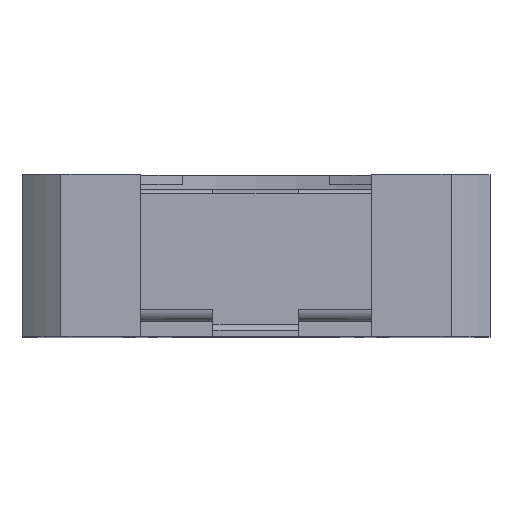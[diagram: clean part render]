
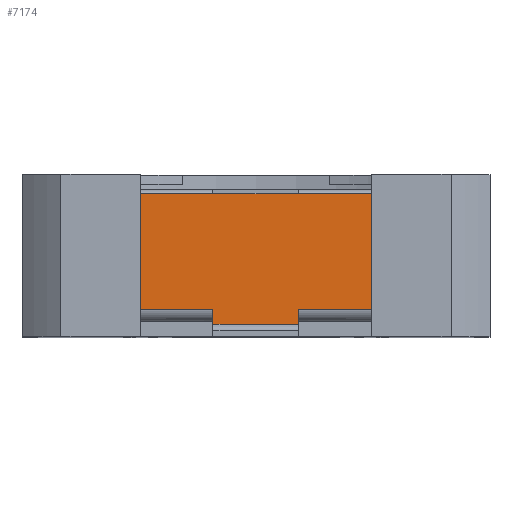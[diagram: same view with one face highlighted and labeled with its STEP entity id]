
A CAD part, top view. The second image highlights one B-rep face of the part: STEP entity #7174.
In plain terms, the highlighted planar face has unit normal (0, 0, 1).
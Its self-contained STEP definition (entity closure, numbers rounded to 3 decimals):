
#1749=EDGE_CURVE('',#3455,#3456,#3457,.T.);
#1751=EDGE_CURVE('',#3456,#3459,#3460,.T.);
#1753=EDGE_CURVE('',#3459,#3462,#3463,.T.);
#1755=EDGE_CURVE('',#3465,#3462,#3466,.T.);
#1757=EDGE_CURVE('',#3465,#3468,#3469,.T.);
#1759=EDGE_CURVE('',#3468,#3471,#3472,.T.);
#1761=EDGE_CURVE('',#3471,#3474,#3475,.T.);
#1763=EDGE_CURVE('',#3474,#3477,#3478,.T.);
#1765=EDGE_CURVE('',#3480,#3477,#3481,.T.);
#1767=EDGE_CURVE('',#3455,#3480,#3483,.T.);
#3455=VERTEX_POINT('',#6447);
#3456=VERTEX_POINT('',#6448);
#3457=LINE('',#6449,#6450);
#3459=VERTEX_POINT('',#6453);
#3460=LINE('',#6454,#6455);
#3462=VERTEX_POINT('',#6458);
#3463=LINE('',#6459,#6460);
#3465=VERTEX_POINT('',#6463);
#3466=LINE('',#6464,#6465);
#3468=VERTEX_POINT('',#6468);
#3469=LINE('',#6469,#6470);
#3471=VERTEX_POINT('',#6473);
#3472=LINE('',#6474,#6475);
#3474=VERTEX_POINT('',#6478);
#3475=LINE('',#6479,#6480);
#3477=VERTEX_POINT('',#6483);
#3478=LINE('',#6484,#6485);
#3480=VERTEX_POINT('',#6488);
#3481=LINE('',#6489,#6490);
#3483=LINE('',#6493,#6494);
#6447=CARTESIAN_POINT('',(5.5,0.9,11.7));
#6448=CARTESIAN_POINT('',(5.5,4.75,11.7));
#6449=CARTESIAN_POINT('',(5.5,0.9,11.7));
#6450=VECTOR('',#8359,3.85);
#6453=CARTESIAN_POINT('',(-5.5,4.75,11.7));
#6454=CARTESIAN_POINT('',(5.5,4.75,11.7));
#6455=VECTOR('',#8360,11.0);
#6458=CARTESIAN_POINT('',(-5.509,0.9,11.7));
#6459=CARTESIAN_POINT('',(-5.5,4.75,11.7));
#6460=VECTOR('',#8361,3.85);
#6463=CARTESIAN_POINT('',(-1.435,0.9,11.7));
#6464=CARTESIAN_POINT('',(-1.435,0.9,11.7));
#6465=VECTOR('',#8362,4.074);
#6468=CARTESIAN_POINT('',(-1.435,0.5,11.7));
#6469=CARTESIAN_POINT('',(-1.435,0.9,11.7));
#6470=VECTOR('',#8363,0.4);
#6473=CARTESIAN_POINT('',(-1.435,0.4,11.7));
#6474=CARTESIAN_POINT('',(-1.435,0.5,11.7));
#6475=VECTOR('',#8364,0.1);
#6478=CARTESIAN_POINT('',(1.425,0.4,11.7));
#6479=CARTESIAN_POINT('',(-1.435,0.4,11.7));
#6480=VECTOR('',#8365,2.86);
#6483=CARTESIAN_POINT('',(1.425,0.5,11.7));
#6484=CARTESIAN_POINT('',(1.425,0.4,11.7));
#6485=VECTOR('',#8366,0.1);
#6488=CARTESIAN_POINT('',(1.425,0.9,11.7));
#6489=CARTESIAN_POINT('',(1.425,0.9,11.7));
#6490=VECTOR('',#8367,0.4);
#6493=CARTESIAN_POINT('',(5.5,0.9,11.7));
#6494=VECTOR('',#8368,4.075);
#7174=ADVANCED_FACE('',(#8591),#8592,.T.);
#8359=DIRECTION('',(0.0,1.0,0.0));
#8360=DIRECTION('',(-1.0,0.0,0.0));
#8361=DIRECTION('',(-0.002,-1.,0.0));
#8362=DIRECTION('',(-1.0,0.0,0.0));
#8363=DIRECTION('',(0.0,-1.0,0.0));
#8364=DIRECTION('',(0.0,-1.0,0.0));
#8365=DIRECTION('',(1.0,0.0,0.0));
#8366=DIRECTION('',(0.0,1.0,0.0));
#8367=DIRECTION('',(0.0,-1.0,0.0));
#8368=DIRECTION('',(-1.0,0.0,0.0));
#8591=FACE_OUTER_BOUND('',#9312,.T.);
#8592=PLANE('',#9313);
#9312=EDGE_LOOP('',(#11158,#11159,#11160,#11161,#11162,#11163,#11164,#11165,#11166,#11167));
#9313=AXIS2_PLACEMENT_3D('',#11168,#11169,#11170);
#11158=ORIENTED_EDGE('',*,*,#1749,.T.);
#11159=ORIENTED_EDGE('',*,*,#1751,.T.);
#11160=ORIENTED_EDGE('',*,*,#1753,.T.);
#11161=ORIENTED_EDGE('',*,*,#1755,.F.);
#11162=ORIENTED_EDGE('',*,*,#1757,.T.);
#11163=ORIENTED_EDGE('',*,*,#1759,.T.);
#11164=ORIENTED_EDGE('',*,*,#1761,.T.);
#11165=ORIENTED_EDGE('',*,*,#1763,.T.);
#11166=ORIENTED_EDGE('',*,*,#1765,.F.);
#11167=ORIENTED_EDGE('',*,*,#1767,.F.);
#11168=CARTESIAN_POINT('',(0.0,3.4,11.7));
#11169=DIRECTION('',(0.0,0.0,1.0));
#11170=DIRECTION('',(1.0,0.0,0.0));
